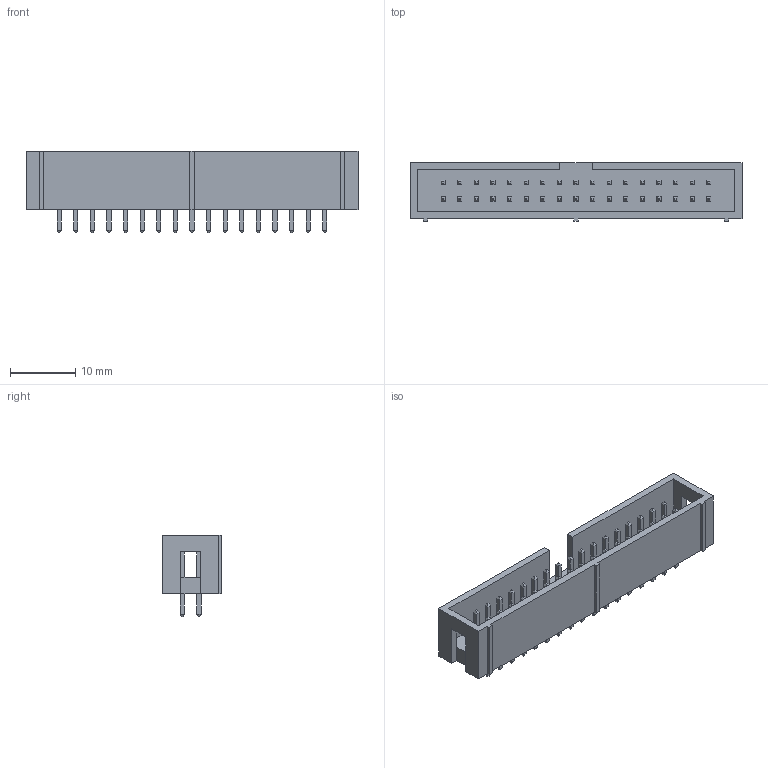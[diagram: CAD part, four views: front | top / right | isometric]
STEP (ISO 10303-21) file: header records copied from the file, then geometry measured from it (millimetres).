
FILE_DESCRIPTION (( 'STEP AP214' ), '1' );
FILE_NAME ('BH-34.STEP', '2018-01-16T19:17:25', ( 'User' ), ( '' ), 'SwSTEP 2.0', 'SolidWorks 2017', '' );
FILE_SCHEMA (( 'AUTOMOTIVE_DESIGN' ));
Length unit declared in the file: millimetre
Products named in the file (1): BH-34
Bounding box: 50.8 x 9 x 12.4 mm (x, y, z)
Volume: 1940.6 mm3; surface area: 3292.3 mm2
Topology: 1 solids, 1 shells, 646 faces, 1464 edges, 884 vertices
Faces by surface type: plane 646
Entity records: 24094 total; most frequent: CARTESIAN_POINT 2995, ORIENTED_EDGE 2928, DIRECTION 2758, EDGE_CURVE 1464, VECTOR 1464, LINE 1464, VERTEX_POINT 884, EDGE_LOOP 714
